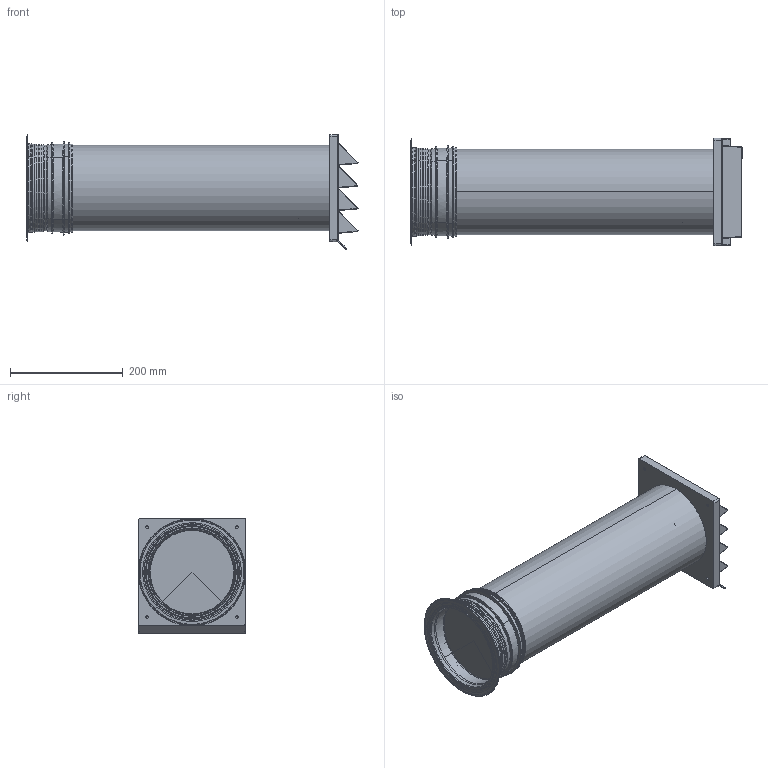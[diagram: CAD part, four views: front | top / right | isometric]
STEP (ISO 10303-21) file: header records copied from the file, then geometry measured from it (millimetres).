
FILE_DESCRIPTION(('STEP AP214'),'1');
FILE_NAME('4051070_V P-K-Klima-R 150 anthrazit.STP','2023-08-14T10:39:39',(' '),(' '),'Spatial InterOp 3D',' ',' ');
FILE_SCHEMA(('AUTOMOTIVE_DESIGN { 1 0 10303 214 1 1 1 1 }'));
Length unit declared in the file: millimetre
Products named in the file (7): ASSEM1; 4051070_V P-K-Klima-R 150 anthrazit
Assembly tree (6 placements, depth 3):
  4051070_V P-K-Klima-R 150 anthrazit
    (unnamed)
      ASSEM1
    (unnamed)
      ASSEM1
    (unnamed)
      ASSEM1
Bounding box: 588.29 x 190 x 203.59 mm (x, y, z)
Volume: 2287080.5 mm3; surface area: 815293.3 mm2
Topology: 3 solids, 3 shells, 1009 faces, 2502 edges, 1526 vertices
Faces by surface type: revolution 310, cylinder 281, plane 202, torus 138, cone 36, bspline 28, sphere 14
Entity records: 36341 total; most frequent: CARTESIAN_POINT 13187, ORIENTED_EDGE 4988, DIRECTION 4380, EDGE_CURVE 2494, AXIS2_PLACEMENT_3D 1673, VERTEX_POINT 1526, B_SPLINE_CURVE_WITH_KNOTS 1088, EDGE_LOOP 1046
